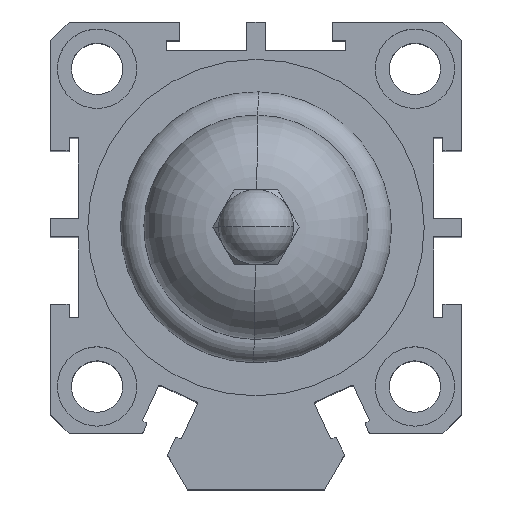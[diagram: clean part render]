
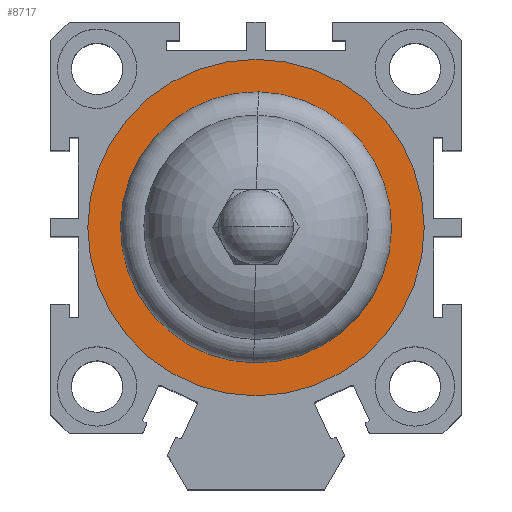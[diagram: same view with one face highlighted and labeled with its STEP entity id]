
A CAD part, top view. The second image highlights one B-rep face of the part: STEP entity #8717.
In plain terms, the highlighted face is planar.
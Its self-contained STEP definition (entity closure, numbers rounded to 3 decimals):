
#591 = FACE_BOUND ( 'NONE', #8667, .T. ) ;
#599 = FACE_OUTER_BOUND ( 'NONE', #8660, .T. ) ;
#2047 = EDGE_CURVE ( 'NONE', #8212, #8213, #5576, .T. ) ;
#2048 = EDGE_CURVE ( 'NONE', #8228, #8211, #5578, .T. ) ;
#2204 = EDGE_CURVE ( 'NONE', #8213, #8212, #5780, .T. ) ;
#2205 = EDGE_CURVE ( 'NONE', #8211, #8228, #5782, .T. ) ;
#3328 = DIRECTION ( 'NONE',  ( 0., 0., -1. ) ) ;
#3337 = CARTESIAN_POINT ( 'NONE',  ( 0., 11.7, 0. ) ) ;
#3343 = DIRECTION ( 'NONE',  ( 0., -1., 0. ) ) ;
#3352 = DIRECTION ( 'NONE',  ( 0., 0., -1. ) ) ;
#3357 = CARTESIAN_POINT ( 'NONE',  ( 0., 11.7, 0. ) ) ;
#3372 = DIRECTION ( 'NONE',  ( 0., -1., 0. ) ) ;
#4529 = CARTESIAN_POINT ( 'NONE',  ( 0., 11.7, -18. ) ) ;
#4531 = CARTESIAN_POINT ( 'NONE',  ( 0., 11.7, 18. ) ) ;
#4535 = CARTESIAN_POINT ( 'NONE',  ( 0., 11.7, -14. ) ) ;
#4550 = CARTESIAN_POINT ( 'NONE',  ( 0., 11.7, 14. ) ) ;
#5038 = PLANE ( 'NONE',  #6448 ) ;
#5040 = CARTESIAN_POINT ( 'NONE',  ( 18., 11.7, 0. ) ) ;
#5045 = DIRECTION ( 'NONE',  ( 0., 1., 0. ) ) ;
#5046 = DIRECTION ( 'NONE',  ( 0., 0., 1. ) ) ;
#5576 = CIRCLE ( 'NONE', #7196, 18. ) ;
#5578 = CIRCLE ( 'NONE', #7204, 14. ) ;
#5780 = CIRCLE ( 'NONE', #6176, 18. ) ;
#5782 = CIRCLE ( 'NONE', #6177, 14. ) ;
#6176 = AXIS2_PLACEMENT_3D ( 'NONE', #3357, #3343, #3352 ) ;
#6177 = AXIS2_PLACEMENT_3D ( 'NONE', #3337, #3372, #3328 ) ;
#6448 = AXIS2_PLACEMENT_3D ( 'NONE', #5040, #5045, #5046 ) ;
#7196 = AXIS2_PLACEMENT_3D ( 'NONE', #7960, #7959, #7958 ) ;
#7204 = AXIS2_PLACEMENT_3D ( 'NONE', #7957, #7956, #7955 ) ;
#7955 = DIRECTION ( 'NONE',  ( 0., 0., -1. ) ) ;
#7956 = DIRECTION ( 'NONE',  ( 0., -1., 0. ) ) ;
#7957 = CARTESIAN_POINT ( 'NONE',  ( 0., 11.7, 0. ) ) ;
#7958 = DIRECTION ( 'NONE',  ( 0., 0., -1. ) ) ;
#7959 = DIRECTION ( 'NONE',  ( 0., -1., 0. ) ) ;
#7960 = CARTESIAN_POINT ( 'NONE',  ( 0., 11.7, 0. ) ) ;
#8044 = ORIENTED_EDGE ( 'NONE', *, *, #2205, .T. ) ;
#8045 = ORIENTED_EDGE ( 'NONE', *, *, #2204, .F. ) ;
#8049 = ORIENTED_EDGE ( 'NONE', *, *, #2047, .F. ) ;
#8071 = ORIENTED_EDGE ( 'NONE', *, *, #2048, .T. ) ;
#8211 = VERTEX_POINT ( 'NONE', #4535 ) ;
#8212 = VERTEX_POINT ( 'NONE', #4531 ) ;
#8213 = VERTEX_POINT ( 'NONE', #4529 ) ;
#8228 = VERTEX_POINT ( 'NONE', #4550 ) ;
#8660 = EDGE_LOOP ( 'NONE', ( #8045, #8049 ) ) ;
#8667 = EDGE_LOOP ( 'NONE', ( #8044, #8071 ) ) ;
#8717 = ADVANCED_FACE ( 'NONE', ( #591, #599 ), #5038, .T. ) ;
